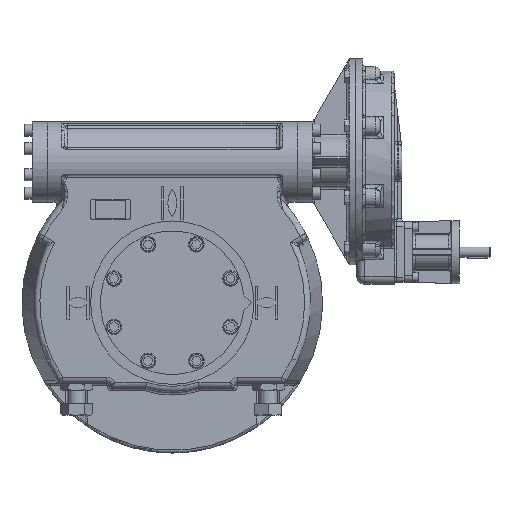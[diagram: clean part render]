
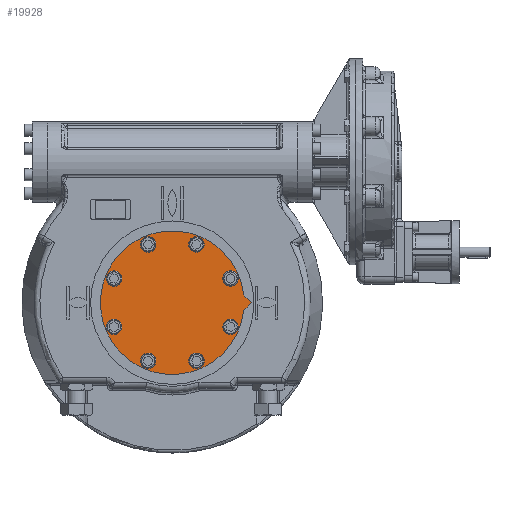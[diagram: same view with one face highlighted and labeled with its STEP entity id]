
A CAD part, top view. The second image highlights one B-rep face of the part: STEP entity #19928.
In plain terms, the highlighted planar face has unit normal (0, 0, 1).
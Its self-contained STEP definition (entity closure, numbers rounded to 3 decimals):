
#1478=CIRCLE('',#23342,142.5);
#1487=CIRCLE('',#23353,10.5);
#1488=CIRCLE('',#23354,10.5);
#1489=CIRCLE('',#23355,10.5);
#1490=CIRCLE('',#23356,10.5);
#1491=CIRCLE('',#23357,10.5);
#1492=CIRCLE('',#23358,10.5);
#1493=CIRCLE('',#23359,10.5);
#1494=CIRCLE('',#23360,10.5);
#2678=LINE('',#56006,#3868);
#2681=LINE('',#56012,#3871);
#3868=VECTOR('',#28507,1000.);
#3871=VECTOR('',#28512,1000.);
#9223=ORIENTED_EDGE('',*,*,#12271,.T.);
#9224=ORIENTED_EDGE('',*,*,#12272,.T.);
#9225=ORIENTED_EDGE('',*,*,#12273,.T.);
#9226=ORIENTED_EDGE('',*,*,#12274,.T.);
#9227=ORIENTED_EDGE('',*,*,#12275,.T.);
#9228=ORIENTED_EDGE('',*,*,#12276,.T.);
#9229=ORIENTED_EDGE('',*,*,#12277,.T.);
#9230=ORIENTED_EDGE('',*,*,#12278,.T.);
#9231=ORIENTED_EDGE('',*,*,#12256,.F.);
#9232=ORIENTED_EDGE('',*,*,#12262,.F.);
#9233=ORIENTED_EDGE('',*,*,#12259,.F.);
#12256=EDGE_CURVE('',#14265,#14266,#2678,.T.);
#12259=EDGE_CURVE('',#14266,#14268,#2681,.T.);
#12262=EDGE_CURVE('',#14268,#14265,#1478,.T.);
#12271=EDGE_CURVE('',#14277,#14277,#1487,.T.);
#12272=EDGE_CURVE('',#14278,#14278,#1488,.T.);
#12273=EDGE_CURVE('',#14279,#14279,#1489,.T.);
#12274=EDGE_CURVE('',#14280,#14280,#1490,.T.);
#12275=EDGE_CURVE('',#14281,#14281,#1491,.T.);
#12276=EDGE_CURVE('',#14282,#14282,#1492,.T.);
#12277=EDGE_CURVE('',#14283,#14283,#1493,.T.);
#12278=EDGE_CURVE('',#14284,#14284,#1494,.T.);
#14265=VERTEX_POINT('',#56005);
#14266=VERTEX_POINT('',#56007);
#14268=VERTEX_POINT('',#56013);
#14277=VERTEX_POINT('',#56037);
#14278=VERTEX_POINT('',#56039);
#14279=VERTEX_POINT('',#56041);
#14280=VERTEX_POINT('',#56043);
#14281=VERTEX_POINT('',#56045);
#14282=VERTEX_POINT('',#56047);
#14283=VERTEX_POINT('',#56049);
#14284=VERTEX_POINT('',#56051);
#16619=EDGE_LOOP('',(#9223));
#16620=EDGE_LOOP('',(#9224));
#16621=EDGE_LOOP('',(#9225));
#16622=EDGE_LOOP('',(#9226));
#16623=EDGE_LOOP('',(#9227));
#16624=EDGE_LOOP('',(#9228));
#16625=EDGE_LOOP('',(#9229));
#16626=EDGE_LOOP('',(#9230));
#16627=EDGE_LOOP('',(#9231,#9232,#9233));
#18129=FACE_BOUND('',#16619,.T.);
#18130=FACE_BOUND('',#16620,.T.);
#18131=FACE_BOUND('',#16621,.T.);
#18132=FACE_BOUND('',#16622,.T.);
#18133=FACE_BOUND('',#16623,.T.);
#18134=FACE_BOUND('',#16624,.T.);
#18135=FACE_BOUND('',#16625,.T.);
#18136=FACE_BOUND('',#16626,.T.);
#18137=FACE_BOUND('',#16627,.T.);
#18724=PLANE('',#23352);
#19928=ADVANCED_FACE('',(#18129,#18130,#18131,#18132,#18133,#18134,#18135,
#18136,#18137),#18724,.F.);
#23342=AXIS2_PLACEMENT_3D('',#56017,#28518,#28519);
#23352=AXIS2_PLACEMENT_3D('',#56035,#28538,#28539);
#23353=AXIS2_PLACEMENT_3D('',#56036,#28540,#28541);
#23354=AXIS2_PLACEMENT_3D('',#56038,#28542,#28543);
#23355=AXIS2_PLACEMENT_3D('',#56040,#28544,#28545);
#23356=AXIS2_PLACEMENT_3D('',#56042,#28546,#28547);
#23357=AXIS2_PLACEMENT_3D('',#56044,#28548,#28549);
#23358=AXIS2_PLACEMENT_3D('',#56046,#28550,#28551);
#23359=AXIS2_PLACEMENT_3D('',#56048,#28552,#28553);
#23360=AXIS2_PLACEMENT_3D('',#56050,#28554,#28555);
#28507=DIRECTION('',(0.707,-0.707,0.));
#28512=DIRECTION('',(-0.707,-0.707,0.));
#28518=DIRECTION('',(0.,0.,-1.));
#28519=DIRECTION('',(1.,0.,0.));
#28538=DIRECTION('',(0.,0.,-1.));
#28539=DIRECTION('',(1.,0.,0.));
#28540=DIRECTION('',(0.,0.,-1.));
#28541=DIRECTION('',(0.707,0.707,0.));
#28542=DIRECTION('',(0.,0.,-1.));
#28543=DIRECTION('',(0.,1.,0.));
#28544=DIRECTION('',(0.,0.,-1.));
#28545=DIRECTION('',(-0.707,0.707,0.));
#28546=DIRECTION('',(0.,0.,-1.));
#28547=DIRECTION('',(-1.,0.,0.));
#28548=DIRECTION('',(0.,0.,-1.));
#28549=DIRECTION('',(-0.707,-0.707,0.));
#28550=DIRECTION('',(0.,0.,-1.));
#28551=DIRECTION('',(0.,-1.,0.));
#28552=DIRECTION('',(0.,0.,-1.));
#28553=DIRECTION('',(0.707,-0.707,0.));
#28554=DIRECTION('',(0.,0.,-1.));
#28555=DIRECTION('',(1.,0.,0.));
#56005=CARTESIAN_POINT('',(141.673,15.327,78.));
#56006=CARTESIAN_POINT('',(157.,0.,78.));
#56007=CARTESIAN_POINT('',(157.,0.,78.));
#56012=CARTESIAN_POINT('',(157.,0.,78.));
#56013=CARTESIAN_POINT('',(141.673,-15.327,78.));
#56017=CARTESIAN_POINT('',(0.,0.,78.));
#56035=CARTESIAN_POINT('',(0.,0.,78.));
#56036=CARTESIAN_POINT('',(47.835,115.485,78.));
#56037=CARTESIAN_POINT('',(55.26,122.91,78.));
#56038=CARTESIAN_POINT('',(-47.835,115.485,78.));
#56039=CARTESIAN_POINT('',(-47.835,125.985,78.));
#56040=CARTESIAN_POINT('',(-115.485,47.835,78.));
#56041=CARTESIAN_POINT('',(-122.91,55.26,78.));
#56042=CARTESIAN_POINT('',(-115.485,-47.835,78.));
#56043=CARTESIAN_POINT('',(-125.985,-47.835,78.));
#56044=CARTESIAN_POINT('',(-47.835,-115.485,78.));
#56045=CARTESIAN_POINT('',(-55.26,-122.91,78.));
#56046=CARTESIAN_POINT('',(47.835,-115.485,78.));
#56047=CARTESIAN_POINT('',(47.835,-125.985,78.));
#56048=CARTESIAN_POINT('',(115.485,-47.835,78.));
#56049=CARTESIAN_POINT('',(122.91,-55.26,78.));
#56050=CARTESIAN_POINT('',(115.485,47.835,78.));
#56051=CARTESIAN_POINT('',(125.985,47.835,78.));
